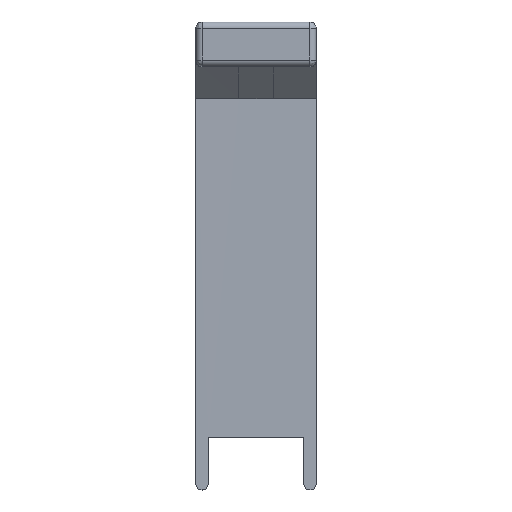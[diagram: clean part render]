
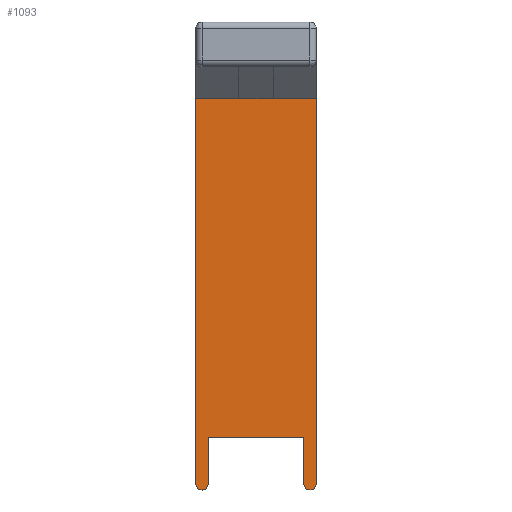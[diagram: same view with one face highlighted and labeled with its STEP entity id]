
A CAD part, top view. The second image highlights one B-rep face of the part: STEP entity #1093.
In plain terms, the highlighted planar face has unit normal (0, 0, 1).
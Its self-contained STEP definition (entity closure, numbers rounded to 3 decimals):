
#1 = DIRECTION ( 'NONE',  ( -1., 0.004, 0. ) ) ;
#12 = CARTESIAN_POINT ( 'NONE',  ( -4.75, 1.948, 5.35 ) ) ;
#13 = CARTESIAN_POINT ( 'NONE',  ( -4.262, 1.971, 5.35 ) ) ;
#26 = ORIENTED_EDGE ( 'NONE', *, *, #846, .T. ) ;
#29 = CARTESIAN_POINT ( 'NONE',  ( -3.75, 4.948, 5.35 ) ) ;
#38 = FACE_OUTER_BOUND ( 'NONE', #1062, .T. ) ;
#73 = DIRECTION ( 'NONE',  ( 0., 1., 0. ) ) ;
#114 = ORIENTED_EDGE ( 'NONE', *, *, #645, .T. ) ;
#240 = VERTEX_POINT ( 'NONE', #1099 ) ;
#399 = ORIENTED_EDGE ( 'NONE', *, *, #666, .T. ) ;
#400 = EDGE_CURVE ( 'NONE', #985, #240, #1797, .T. ) ;
#418 = CARTESIAN_POINT ( 'NONE',  ( 3.75, 4.948, 5.35 ) ) ;
#432 = VERTEX_POINT ( 'NONE', #447 ) ;
#439 = EDGE_CURVE ( 'NONE', #240, #432, #1134, .T. ) ;
#447 = CARTESIAN_POINT ( 'NONE',  ( 3.75, -28.352, 5.35 ) ) ;
#452 = DIRECTION ( 'NONE',  ( 0., -1., 0. ) ) ;
#468 = CARTESIAN_POINT ( 'NONE',  ( -4.25, -28.352, 5.35 ) ) ;
#477 = EDGE_CURVE ( 'NONE', #583, #985, #1420, .T. ) ;
#480 = EDGE_CURVE ( 'NONE', #744, #1546, #1665, .T. ) ;
#506 = CARTESIAN_POINT ( 'NONE',  ( -4.25, -24.746, 5.35 ) ) ;
#534 = DIRECTION ( 'NONE',  ( 1., 0., 0. ) ) ;
#570 = ORIENTED_EDGE ( 'NONE', *, *, #828, .T. ) ;
#583 = VERTEX_POINT ( 'NONE', #1593 ) ;
#595 = CARTESIAN_POINT ( 'NONE',  ( -1.349, 1.949, 5.345 ) ) ;
#606 = VERTEX_POINT ( 'NONE', #667 ) ;
#620 = DIRECTION ( 'NONE',  ( 0., 0., 1. ) ) ;
#634 = ORIENTED_EDGE ( 'NONE', *, *, #400, .T. ) ;
#645 = EDGE_CURVE ( 'NONE', #1546, #1891, #879, .T. ) ;
#661 = DIRECTION ( 'NONE',  ( -1., 0., 0. ) ) ;
#666 = EDGE_CURVE ( 'NONE', #606, #583, #909, .T. ) ;
#667 = CARTESIAN_POINT ( 'NONE',  ( -4.75, -28.352, 5.35 ) ) ;
#675 = CARTESIAN_POINT ( 'NONE',  ( 4.75, 1.948, 5.35 ) ) ;
#696 = DIRECTION ( 'NONE',  ( 0., -1., 0. ) ) ;
#709 = DIRECTION ( 'NONE',  ( 1., 0., 0. ) ) ;
#737 = DIRECTION ( 'NONE',  ( 0., 0., 1. ) ) ;
#744 = VERTEX_POINT ( 'NONE', #1492 ) ;
#747 = VECTOR ( 'NONE', #661, 1000. ) ;
#793 = CARTESIAN_POINT ( 'NONE',  ( 4.75, 7.448, 5.35 ) ) ;
#796 = DIRECTION ( 'NONE',  ( 0., 1., 0. ) ) ;
#828 = EDGE_CURVE ( 'NONE', #432, #1417, #1348, .T. ) ;
#846 = EDGE_CURVE ( 'NONE', #1417, #1477, #1786, .T. ) ;
#856 = EDGE_CURVE ( 'NONE', #744, #1477, #1748, .T. ) ;
#869 = EDGE_CURVE ( 'NONE', #1891, #606, #1792, .T. ) ;
#879 = LINE ( 'NONE', #955, #747 ) ;
#898 = CARTESIAN_POINT ( 'NONE',  ( 4.75, -28.352, 5.35 ) ) ;
#909 = CIRCLE ( 'NONE', #1442, 0.5 ) ;
#943 = CARTESIAN_POINT ( 'NONE',  ( -4.75, 4.578, 5.35 ) ) ;
#955 = CARTESIAN_POINT ( 'NONE',  ( -4.25, 1.948, 5.35 ) ) ;
#985 = VERTEX_POINT ( 'NONE', #1639 ) ;
#1062 = EDGE_LOOP ( 'NONE', ( #399, #1835, #634, #1449, #570, #26, #1894, #1616, #114, #1744 ) ) ;
#1093 = ADVANCED_FACE ( 'NONE', ( #38 ), #1208, .T. ) ;
#1099 = CARTESIAN_POINT ( 'NONE',  ( 3.75, -24.746, 5.35 ) ) ;
#1134 = LINE ( 'NONE', #418, #1647 ) ;
#1156 = DIRECTION ( 'NONE',  ( 1., 0., 0. ) ) ;
#1161 = CARTESIAN_POINT ( 'NONE',  ( -4.25, 4.948, 5.35 ) ) ;
#1208 = PLANE ( 'NONE',  #1720 ) ;
#1348 = CIRCLE ( 'NONE', #1697, 0.5 ) ;
#1417 = VERTEX_POINT ( 'NONE', #898 ) ;
#1420 = LINE ( 'NONE', #29, #1497 ) ;
#1442 = AXIS2_PLACEMENT_3D ( 'NONE', #468, #620, #1625 ) ;
#1449 = ORIENTED_EDGE ( 'NONE', *, *, #439, .T. ) ;
#1477 = VERTEX_POINT ( 'NONE', #675 ) ;
#1492 = CARTESIAN_POINT ( 'NONE',  ( 1.349, 1.948, 5.35 ) ) ;
#1497 = VECTOR ( 'NONE', #73, 1000. ) ;
#1536 = CARTESIAN_POINT ( 'NONE',  ( -2.816, 1.948, 5.35 ) ) ;
#1546 = VERTEX_POINT ( 'NONE', #595 ) ;
#1565 = DIRECTION ( 'NONE',  ( -1., 0., 0. ) ) ;
#1593 = CARTESIAN_POINT ( 'NONE',  ( -3.75, -28.352, 5.35 ) ) ;
#1598 = DIRECTION ( 'NONE',  ( 0., 0., 1. ) ) ;
#1616 = ORIENTED_EDGE ( 'NONE', *, *, #480, .T. ) ;
#1625 = DIRECTION ( 'NONE',  ( -1., 0., 0. ) ) ;
#1639 = CARTESIAN_POINT ( 'NONE',  ( -3.75, -24.746, 5.35 ) ) ;
#1647 = VECTOR ( 'NONE', #452, 1000. ) ;
#1648 = CARTESIAN_POINT ( 'NONE',  ( 4.25, -28.352, 5.35 ) ) ;
#1653 = VECTOR ( 'NONE', #1, 1000. ) ;
#1665 = LINE ( 'NONE', #13, #1653 ) ;
#1671 = VECTOR ( 'NONE', #709, 1000. ) ;
#1697 = AXIS2_PLACEMENT_3D ( 'NONE', #1648, #1598, #1565 ) ;
#1720 = AXIS2_PLACEMENT_3D ( 'NONE', #1161, #737, #1156 ) ;
#1744 = ORIENTED_EDGE ( 'NONE', *, *, #869, .T. ) ;
#1748 = LINE ( 'NONE', #1536, #1671 ) ;
#1760 = VECTOR ( 'NONE', #796, 1000. ) ;
#1786 = LINE ( 'NONE', #793, #1760 ) ;
#1792 = LINE ( 'NONE', #943, #1794 ) ;
#1794 = VECTOR ( 'NONE', #696, 1000. ) ;
#1797 = LINE ( 'NONE', #506, #1810 ) ;
#1810 = VECTOR ( 'NONE', #534, 1000. ) ;
#1835 = ORIENTED_EDGE ( 'NONE', *, *, #477, .T. ) ;
#1891 = VERTEX_POINT ( 'NONE', #12 ) ;
#1894 = ORIENTED_EDGE ( 'NONE', *, *, #856, .F. ) ;
